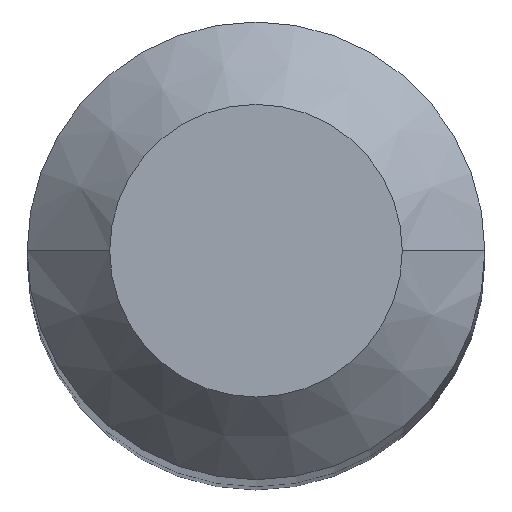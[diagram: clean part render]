
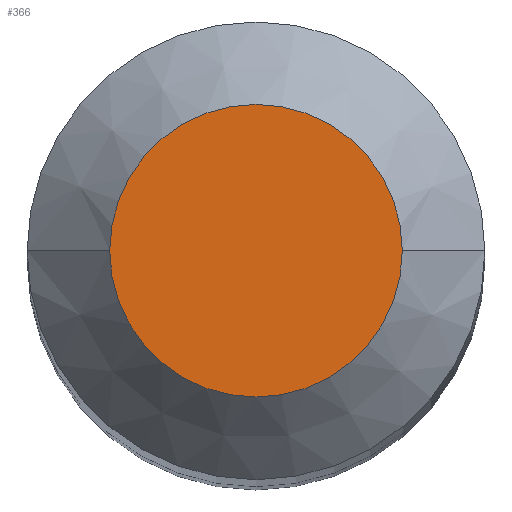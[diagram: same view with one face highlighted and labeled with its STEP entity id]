
A CAD part, top view. The second image highlights one B-rep face of the part: STEP entity #366.
In plain terms, the highlighted planar face has unit normal (0, 0, 1).
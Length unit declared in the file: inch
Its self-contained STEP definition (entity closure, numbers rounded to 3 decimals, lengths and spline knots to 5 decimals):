
#95 = DIRECTION ( 'NONE',  ( -1., 0., 0. ) ) ;
#98 = CARTESIAN_POINT ( 'NONE',  ( 0., 0., 0. ) ) ;
#101 = DIRECTION ( 'NONE',  ( 0., 0., 1. ) ) ;
#119 = CARTESIAN_POINT ( 'NONE',  ( 0.05535, 0., 0. ) ) ;
#126 = DIRECTION ( 'NONE',  ( 0., 0., -1. ) ) ;
#133 = VERTEX_POINT ( 'NONE', #119 ) ;
#139 = ORIENTED_EDGE ( 'NONE', *, *, #189, .T. ) ;
#150 = CIRCLE ( 'NONE', #223, 0.05535 ) ;
#164 = VERTEX_POINT ( 'NONE', #365 ) ;
#189 = EDGE_CURVE ( 'NONE', #164, #133, #210, .T. ) ;
#210 = CIRCLE ( 'NONE', #311, 0.05535 ) ;
#217 = DIRECTION ( 'NONE',  ( 1., 0., 0. ) ) ;
#223 = AXIS2_PLACEMENT_3D ( 'NONE', #254, #101, #226 ) ;
#226 = DIRECTION ( 'NONE',  ( 1., 0., 0. ) ) ;
#254 = CARTESIAN_POINT ( 'NONE',  ( 0., 0., 0. ) ) ;
#284 = FACE_OUTER_BOUND ( 'NONE', #316, .T. ) ;
#285 = ORIENTED_EDGE ( 'NONE', *, *, #354, .T. ) ;
#311 = AXIS2_PLACEMENT_3D ( 'NONE', #364, #331, #217 ) ;
#316 = EDGE_LOOP ( 'NONE', ( #139, #285 ) ) ;
#331 = DIRECTION ( 'NONE',  ( 0., 0., 1. ) ) ;
#354 = EDGE_CURVE ( 'NONE', #133, #164, #150, .T. ) ;
#364 = CARTESIAN_POINT ( 'NONE',  ( 0., 0., 0. ) ) ;
#365 = CARTESIAN_POINT ( 'NONE',  ( -0.05535, 0., 0. ) ) ;
#366 = ADVANCED_FACE ( 'NONE', ( #284 ), #375, .F. ) ;
#374 = AXIS2_PLACEMENT_3D ( 'NONE', #98, #126, #95 ) ;
#375 = PLANE ( 'NONE',  #374 ) ;
